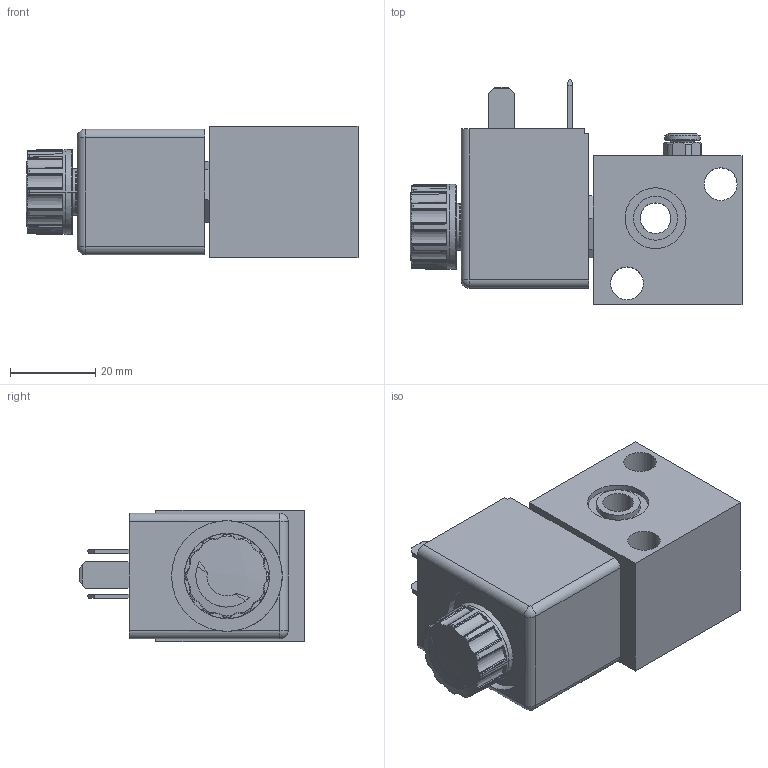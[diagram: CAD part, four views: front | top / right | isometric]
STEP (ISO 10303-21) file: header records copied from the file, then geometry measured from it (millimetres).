
FILE_DESCRIPTION (( 'STEP AP214' ), '1' );
FILE_NAME ('0_104_3x.STEP', '2015-12-18T15:20:12', ( '' ), ( '' ), 'SwSTEP 2.0', 'SolidWorks 2015', '' );
FILE_SCHEMA (( 'AUTOMOTIVE_DESIGN' ));
Length unit declared in the file: millimetre
Products named in the file (1): 0_104_3x
Bounding box: 77.99 x 53 x 31 mm (x, y, z)
Volume: 68023.8 mm3; surface area: 18086 mm2
Topology: 1 solids, 1 shells, 341 faces, 931 edges, 610 vertices
Faces by surface type: plane 159, cone 90, cylinder 61, torus 21, bspline 7, sphere 3
Entity records: 16131 total; most frequent: CARTESIAN_POINT 4441, ORIENTED_EDGE 1858, DIRECTION 1325, EDGE_CURVE 929, VERTEX_POINT 610, AXIS2_PLACEMENT_3D 486, B_SPLINE_CURVE_WITH_KNOTS 423, EDGE_LOOP 367
